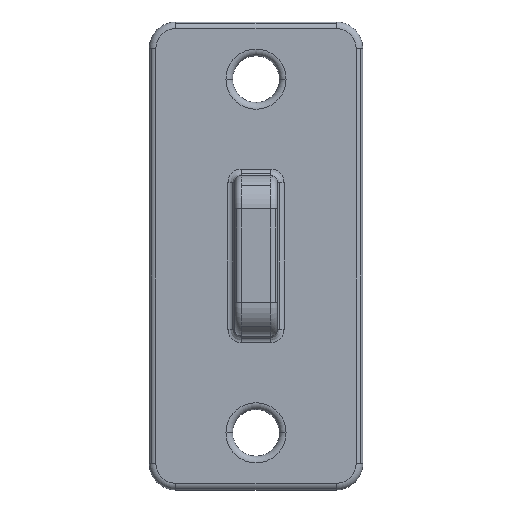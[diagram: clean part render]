
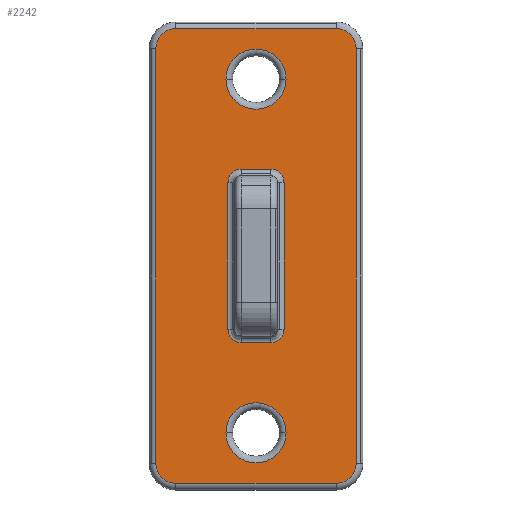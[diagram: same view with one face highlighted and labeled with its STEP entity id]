
A CAD part, top view. The second image highlights one B-rep face of the part: STEP entity #2242.
In plain terms, the highlighted planar face has unit normal (0, 0, 1).
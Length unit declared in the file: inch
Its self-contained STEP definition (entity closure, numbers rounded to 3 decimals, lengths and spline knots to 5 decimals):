
#283=CARTESIAN_POINT('',(-0.28125,1.655,0.25));
#284=VERTEX_POINT('',#283);
#299=CARTESIAN_POINT('',(0.28125,1.655,0.25));
#300=VERTEX_POINT('',#299);
#308=CARTESIAN_POINT('',(0.,1.655,0.25));
#309=DIRECTION('',(0.0,0.0,1.0));
#310=DIRECTION('',(-1.0,0.0,0.0));
#311=AXIS2_PLACEMENT_3D('',#308,#309,#310);
#312=CIRCLE('',#311,0.28125);
#313=EDGE_CURVE('',#300,#284,#312,.T.);
#417=CARTESIAN_POINT('',(-0.9375,-1.94,0.25));
#418=VERTEX_POINT('',#417);
#426=CARTESIAN_POINT('',(-0.9375,1.94,0.25));
#427=VERTEX_POINT('',#426);
#428=CARTESIAN_POINT('',(-0.9375,-1.94,0.25));
#429=DIRECTION('',(0.0,1.0,0.0));
#430=VECTOR('',#429,3.88);
#431=LINE('',#428,#430);
#432=EDGE_CURVE('',#418,#427,#431,.T.);
#459=CARTESIAN_POINT('',(-0.75,2.1275,0.25));
#460=VERTEX_POINT('',#459);
#468=CARTESIAN_POINT('',(0.75,2.1275,0.25));
#469=VERTEX_POINT('',#468);
#470=CARTESIAN_POINT('',(-0.75,2.1275,0.25));
#471=DIRECTION('',(1.0,0.0,0.0));
#472=VECTOR('',#471,1.5);
#473=LINE('',#470,#472);
#474=EDGE_CURVE('',#460,#469,#473,.T.);
#501=CARTESIAN_POINT('',(0.75,-2.1275,0.25));
#502=VERTEX_POINT('',#501);
#510=CARTESIAN_POINT('',(-0.75,-2.1275,0.25));
#511=VERTEX_POINT('',#510);
#512=CARTESIAN_POINT('',(0.75,-2.1275,0.25));
#513=DIRECTION('',(-1.0,0.0,0.0));
#514=VECTOR('',#513,1.5);
#515=LINE('',#512,#514);
#516=EDGE_CURVE('',#502,#511,#515,.T.);
#543=CARTESIAN_POINT('',(0.9375,1.94,0.25));
#544=VERTEX_POINT('',#543);
#552=CARTESIAN_POINT('',(0.9375,-1.94,0.25));
#553=VERTEX_POINT('',#552);
#554=CARTESIAN_POINT('',(0.9375,1.94,0.25));
#555=DIRECTION('',(0.0,-1.0,0.0));
#556=VECTOR('',#555,3.88);
#557=LINE('',#554,#556);
#558=EDGE_CURVE('',#544,#553,#557,.T.);
#638=CARTESIAN_POINT('',(-0.28125,-1.655,0.25));
#639=VERTEX_POINT('',#638);
#654=CARTESIAN_POINT('',(0.28125,-1.655,0.25));
#655=VERTEX_POINT('',#654);
#663=CARTESIAN_POINT('',(0.,-1.655,0.25));
#664=DIRECTION('',(0.0,0.0,1.0));
#665=DIRECTION('',(-1.0,0.0,0.0));
#666=AXIS2_PLACEMENT_3D('',#663,#664,#665);
#667=CIRCLE('',#666,0.28125);
#668=EDGE_CURVE('',#655,#639,#667,.T.);
#1518=CARTESIAN_POINT('',(-0.2625,-0.6875,0.25));
#1519=VERTEX_POINT('',#1518);
#1520=CARTESIAN_POINT('',(-0.1375,-0.8125,0.25));
#1521=VERTEX_POINT('',#1520);
#1522=CARTESIAN_POINT('',(-0.1375,-0.6875,0.25));
#1523=DIRECTION('',(0.0,0.0,1.0));
#1524=DIRECTION('',(-0.707,-0.707,0.0));
#1525=AXIS2_PLACEMENT_3D('',#1522,#1523,#1524);
#1526=CIRCLE('',#1525,0.125);
#1527=EDGE_CURVE('',#1519,#1521,#1526,.T.);
#1617=CARTESIAN_POINT('',(-0.1375,0.8125,0.25));
#1618=VERTEX_POINT('',#1617);
#1626=CARTESIAN_POINT('',(-0.2625,0.6875,0.25));
#1627=VERTEX_POINT('',#1626);
#1628=CARTESIAN_POINT('',(-0.1375,0.6875,0.25));
#1629=DIRECTION('',(0.0,0.0,1.0));
#1630=DIRECTION('',(-0.707,0.707,0.0));
#1631=AXIS2_PLACEMENT_3D('',#1628,#1629,#1630);
#1632=CIRCLE('',#1631,0.125);
#1633=EDGE_CURVE('',#1618,#1627,#1632,.T.);
#1700=CARTESIAN_POINT('',(0.1375,-0.8125,0.25));
#1701=VERTEX_POINT('',#1700);
#1702=CARTESIAN_POINT('',(0.2625,-0.6875,0.25));
#1703=VERTEX_POINT('',#1702);
#1704=CARTESIAN_POINT('',(0.1375,-0.6875,0.25));
#1705=DIRECTION('',(0.0,0.0,1.0));
#1706=DIRECTION('',(0.707,-0.707,0.0));
#1707=AXIS2_PLACEMENT_3D('',#1704,#1705,#1706);
#1708=CIRCLE('',#1707,0.125);
#1709=EDGE_CURVE('',#1701,#1703,#1708,.T.);
#1791=CARTESIAN_POINT('',(0.2625,0.6875,0.25));
#1792=VERTEX_POINT('',#1791);
#1793=CARTESIAN_POINT('',(0.1375,0.8125,0.25));
#1794=VERTEX_POINT('',#1793);
#1795=CARTESIAN_POINT('',(0.1375,0.6875,0.25));
#1796=DIRECTION('',(0.0,0.0,1.0));
#1797=DIRECTION('',(0.707,0.707,0.0));
#1798=AXIS2_PLACEMENT_3D('',#1795,#1796,#1797);
#1799=CIRCLE('',#1798,0.125);
#1800=EDGE_CURVE('',#1792,#1794,#1799,.T.);
#1836=CARTESIAN_POINT('',(0.1375,0.8125,0.25));
#1837=DIRECTION('',(-1.0,0.0,0.0));
#1838=VECTOR('',#1837,0.275);
#1839=LINE('',#1836,#1838);
#1840=EDGE_CURVE('',#1794,#1618,#1839,.T.);
#1962=CARTESIAN_POINT('',(0.2625,-0.6875,0.25));
#1963=DIRECTION('',(0.0,1.0,0.0));
#1964=VECTOR('',#1963,1.375);
#1965=LINE('',#1962,#1964);
#1966=EDGE_CURVE('',#1703,#1792,#1965,.T.);
#1979=CARTESIAN_POINT('',(-0.1375,-0.8125,0.25));
#1980=DIRECTION('',(1.0,0.0,0.0));
#1981=VECTOR('',#1980,0.275);
#1982=LINE('',#1979,#1981);
#1983=EDGE_CURVE('',#1521,#1701,#1982,.T.);
#1996=CARTESIAN_POINT('',(-0.2625,0.6875,0.25));
#1997=DIRECTION('',(0.0,-1.0,0.0));
#1998=VECTOR('',#1997,1.375);
#1999=LINE('',#1996,#1998);
#2000=EDGE_CURVE('',#1627,#1519,#1999,.T.);
#2173=CARTESIAN_POINT('',(0.,0.,0.25));
#2174=DIRECTION('',(0.0,0.0,1.0));
#2175=DIRECTION('',(1.0,0.0,0.0));
#2176=AXIS2_PLACEMENT_3D('',#2173,#2174,#2175);
#2177=PLANE('',#2176);
#2178=CARTESIAN_POINT('',(0.75,-1.94,0.25));
#2179=DIRECTION('',(0.0,0.0,-1.0));
#2180=DIRECTION('',(0.707,-0.707,0.0));
#2181=AXIS2_PLACEMENT_3D('',#2178,#2179,#2180);
#2182=CIRCLE('',#2181,0.1875);
#2183=EDGE_CURVE('',#553,#502,#2182,.T.);
#2184=ORIENTED_EDGE('',*,*,#2183,.F.);
#2185=ORIENTED_EDGE('',*,*,#558,.F.);
#2186=CARTESIAN_POINT('',(0.75,1.94,0.25));
#2187=DIRECTION('',(0.0,0.0,-1.));
#2188=DIRECTION('',(0.707,0.707,0.0));
#2189=AXIS2_PLACEMENT_3D('',#2186,#2187,#2188);
#2190=CIRCLE('',#2189,0.1875);
#2191=EDGE_CURVE('',#469,#544,#2190,.T.);
#2192=ORIENTED_EDGE('',*,*,#2191,.F.);
#2193=ORIENTED_EDGE('',*,*,#474,.F.);
#2194=CARTESIAN_POINT('',(-0.75,1.94,0.25));
#2195=DIRECTION('',(0.0,0.0,-1.));
#2196=DIRECTION('',(-0.707,0.707,0.0));
#2197=AXIS2_PLACEMENT_3D('',#2194,#2195,#2196);
#2198=CIRCLE('',#2197,0.1875);
#2199=EDGE_CURVE('',#427,#460,#2198,.T.);
#2200=ORIENTED_EDGE('',*,*,#2199,.F.);
#2201=ORIENTED_EDGE('',*,*,#432,.F.);
#2202=CARTESIAN_POINT('',(-0.75,-1.94,0.25));
#2203=DIRECTION('',(0.0,0.0,-1.));
#2204=DIRECTION('',(-0.707,-0.707,0.0));
#2205=AXIS2_PLACEMENT_3D('',#2202,#2203,#2204);
#2206=CIRCLE('',#2205,0.1875);
#2207=EDGE_CURVE('',#511,#418,#2206,.T.);
#2208=ORIENTED_EDGE('',*,*,#2207,.F.);
#2209=ORIENTED_EDGE('',*,*,#516,.F.);
#2210=EDGE_LOOP('',(#2184,#2185,#2192,#2193,#2200,#2201,#2208,#2209));
#2211=FACE_OUTER_BOUND('',#2210,.T.);
#2212=ORIENTED_EDGE('',*,*,#668,.F.);
#2213=CARTESIAN_POINT('',(0.,-1.655,0.25));
#2214=DIRECTION('',(0.0,0.0,1.0));
#2215=DIRECTION('',(-1.0,0.0,0.0));
#2216=AXIS2_PLACEMENT_3D('',#2213,#2214,#2215);
#2217=CIRCLE('',#2216,0.28125);
#2218=EDGE_CURVE('',#639,#655,#2217,.T.);
#2219=ORIENTED_EDGE('',*,*,#2218,.F.);
#2220=EDGE_LOOP('',(#2212,#2219));
#2221=FACE_BOUND('',#2220,.T.);
#2222=ORIENTED_EDGE('',*,*,#313,.F.);
#2223=CARTESIAN_POINT('',(0.,1.655,0.25));
#2224=DIRECTION('',(0.0,0.0,1.0));
#2225=DIRECTION('',(-1.0,0.0,0.0));
#2226=AXIS2_PLACEMENT_3D('',#2223,#2224,#2225);
#2227=CIRCLE('',#2226,0.28125);
#2228=EDGE_CURVE('',#284,#300,#2227,.T.);
#2229=ORIENTED_EDGE('',*,*,#2228,.F.);
#2230=EDGE_LOOP('',(#2222,#2229));
#2231=FACE_BOUND('',#2230,.T.);
#2232=ORIENTED_EDGE('',*,*,#1800,.F.);
#2233=ORIENTED_EDGE('',*,*,#1966,.F.);
#2234=ORIENTED_EDGE('',*,*,#1709,.F.);
#2235=ORIENTED_EDGE('',*,*,#1983,.F.);
#2236=ORIENTED_EDGE('',*,*,#1527,.F.);
#2237=ORIENTED_EDGE('',*,*,#2000,.F.);
#2238=ORIENTED_EDGE('',*,*,#1633,.F.);
#2239=ORIENTED_EDGE('',*,*,#1840,.F.);
#2240=EDGE_LOOP('',(#2232,#2233,#2234,#2235,#2236,#2237,#2238,#2239));
#2241=FACE_BOUND('',#2240,.T.);
#2242=ADVANCED_FACE('',(#2211,#2221,#2231,#2241),#2177,.T.);
